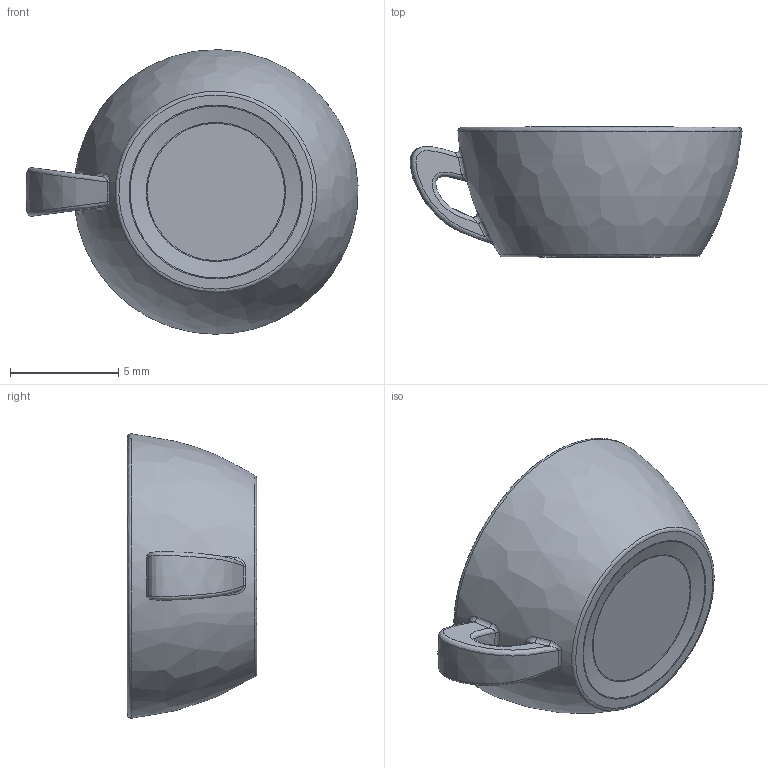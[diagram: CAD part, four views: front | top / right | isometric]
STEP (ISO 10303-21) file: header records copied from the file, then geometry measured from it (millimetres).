
FILE_DESCRIPTION(('Open CASCADE Model'),'2;1');
FILE_NAME('Open CASCADE Shape Model','2024-01-27T06:35:12',('Author'),( 'Open CASCADE'),'Open CASCADE STEP processor 7.6','Open CASCADE 7.6' ,'Unknown');
FILE_SCHEMA(('AUTOMOTIVE_DESIGN { 1 0 10303 214 1 1 1 1 }'));
Length unit declared in the file: millimetre
Products named in the file (1): Open CASCADE STEP translator 7.6 1
Bounding box: 15.36 x 6 x 13.16 mm (x, y, z)
Volume: 191.7 mm3; surface area: 587.4 mm2
Topology: 1 solids, 1 shells, 37 faces, 79 edges, 44 vertices
Faces by surface type: bspline 29, plane 4, revolution 2, cone 1, torus 1
Entity records: 5457 total; most frequent: CARTESIAN_POINT 4255, ORIENTED_EDGE 158, PCURVE 158, DEFINITIONAL_REPRESENTATION 158, DIRECTION 112, LINE 89, VECTOR 89, EDGE_CURVE 79
